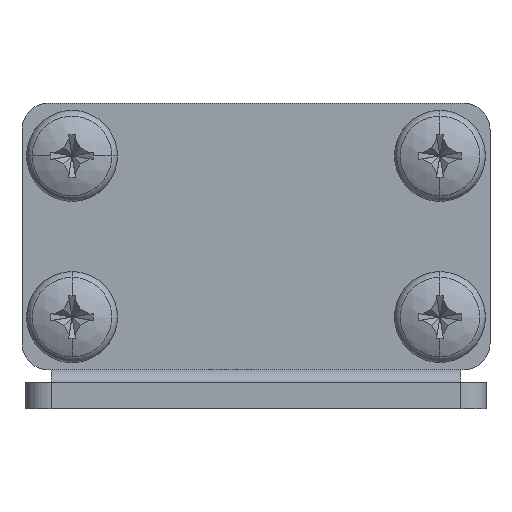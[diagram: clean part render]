
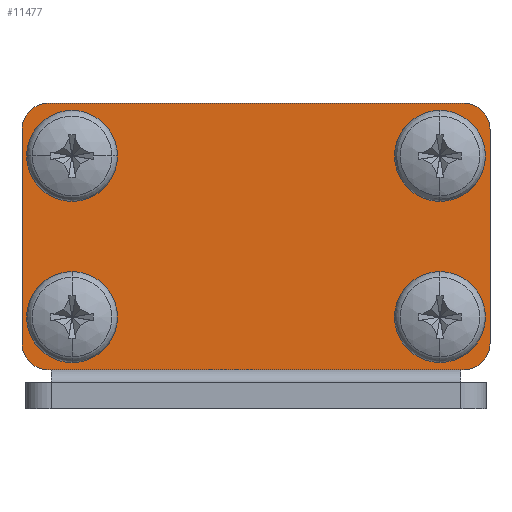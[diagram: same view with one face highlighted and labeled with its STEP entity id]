
A CAD part, front view. The second image highlights one B-rep face of the part: STEP entity #11477.
In plain terms, the highlighted planar face has unit normal (0, -1, 0).
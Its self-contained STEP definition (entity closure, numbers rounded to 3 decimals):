
#213 = ORIENTED_EDGE ( 'NONE', *, *, #14356, .F. ) ;
#581 = DIRECTION ( 'NONE',  ( 0., -1., 0. ) ) ;
#724 = DIRECTION ( 'NONE',  ( -1., 0., 0. ) ) ;
#839 = CARTESIAN_POINT ( 'NONE',  ( -16., -35., -8.25 ) ) ;
#911 = DIRECTION ( 'NONE',  ( 0., -1., 0. ) ) ;
#1093 = EDGE_LOOP ( 'NONE', ( #7577, #4878 ) ) ;
#1136 = VERTEX_POINT ( 'NONE', #17214 ) ;
#1332 = EDGE_CURVE ( 'NONE', #1136, #6893, #10521, .T. ) ;
#1378 = DIRECTION ( 'NONE',  ( 0., 1., 0. ) ) ;
#1463 = FACE_BOUND ( 'NONE', #7282, .T. ) ;
#1580 = DIRECTION ( 'NONE',  ( 1., 0., 0. ) ) ;
#1610 = DIRECTION ( 'NONE',  ( 0., 0., -1. ) ) ;
#1753 = VERTEX_POINT ( 'NONE', #5762 ) ;
#1792 = DIRECTION ( 'NONE',  ( -1., 0., 0. ) ) ;
#1819 = ORIENTED_EDGE ( 'NONE', *, *, #14859, .F. ) ;
#1962 = AXIS2_PLACEMENT_3D ( 'NONE', #5545, #5456, #11274 ) ;
#1990 = DIRECTION ( 'NONE',  ( -1., 0., 0. ) ) ;
#2190 = EDGE_CURVE ( 'NONE', #15416, #12066, #5354, .T. ) ;
#2294 = VECTOR ( 'NONE', #5100, 1000. ) ;
#2374 = VERTEX_POINT ( 'NONE', #16062 ) ;
#2601 = VERTEX_POINT ( 'NONE', #14137 ) ;
#2756 = DIRECTION ( 'NONE',  ( 0., 0., -1. ) ) ;
#2889 = CIRCLE ( 'NONE', #1962, 3.5 ) ;
#2891 = AXIS2_PLACEMENT_3D ( 'NONE', #7607, #17852, #1610 ) ;
#2934 = AXIS2_PLACEMENT_3D ( 'NONE', #17796, #13443, #16546 ) ;
#3172 = VERTEX_POINT ( 'NONE', #5923 ) ;
#3207 = CARTESIAN_POINT ( 'NONE',  ( 14.15, -35., 6.2 ) ) ;
#3231 = CARTESIAN_POINT ( 'NONE',  ( 14.15, -35., 2.7 ) ) ;
#3315 = VERTEX_POINT ( 'NONE', #15690 ) ;
#3367 = EDGE_CURVE ( 'NONE', #2601, #15416, #4473, .T. ) ;
#3389 = VERTEX_POINT ( 'NONE', #5801 ) ;
#3827 = CARTESIAN_POINT ( 'NONE',  ( -16., -35., 10.25 ) ) ;
#3905 = EDGE_CURVE ( 'NONE', #3315, #1136, #6155, .T. ) ;
#3980 = AXIS2_PLACEMENT_3D ( 'NONE', #3207, #5868, #11691 ) ;
#4132 = DIRECTION ( 'NONE',  ( 1., 0., 0. ) ) ;
#4194 = ORIENTED_EDGE ( 'NONE', *, *, #12070, .F. ) ;
#4286 = AXIS2_PLACEMENT_3D ( 'NONE', #839, #5572, #17169 ) ;
#4473 = LINE ( 'NONE', #15972, #16625 ) ;
#4644 = EDGE_CURVE ( 'NONE', #3389, #13166, #14807, .T. ) ;
#4646 = CARTESIAN_POINT ( 'NONE',  ( 14.15, -35., 6.2 ) ) ;
#4831 = VERTEX_POINT ( 'NONE', #11141 ) ;
#4878 = ORIENTED_EDGE ( 'NONE', *, *, #7145, .F. ) ;
#5026 = DIRECTION ( 'NONE',  ( 0., -1., 0. ) ) ;
#5086 = DIRECTION ( 'NONE',  ( 0., -1., 0. ) ) ;
#5100 = DIRECTION ( 'NONE',  ( -1., 0., 0. ) ) ;
#5198 = CIRCLE ( 'NONE', #4286, 2. ) ;
#5319 = DIRECTION ( 'NONE',  ( 0., 1., 0. ) ) ;
#5354 = CIRCLE ( 'NONE', #2934, 2. ) ;
#5456 = DIRECTION ( 'NONE',  ( 0., -1., 0. ) ) ;
#5545 = CARTESIAN_POINT ( 'NONE',  ( -14.15, -35., 6.2 ) ) ;
#5572 = DIRECTION ( 'NONE',  ( 0., 1., 0. ) ) ;
#5762 = CARTESIAN_POINT ( 'NONE',  ( -14.15, -35., -9.7 ) ) ;
#5801 = CARTESIAN_POINT ( 'NONE',  ( 14.15, -35., -9.697 ) ) ;
#5827 = CARTESIAN_POINT ( 'NONE',  ( 0., -35., 0. ) ) ;
#5868 = DIRECTION ( 'NONE',  ( 0., -1., 0. ) ) ;
#5923 = CARTESIAN_POINT ( 'NONE',  ( 14.15, -35., 9.7 ) ) ;
#5926 = AXIS2_PLACEMENT_3D ( 'NONE', #13981, #5319, #2756 ) ;
#6155 = LINE ( 'NONE', #16318, #9705 ) ;
#6442 = CARTESIAN_POINT ( 'NONE',  ( 18., -35., -10.25 ) ) ;
#6531 = CIRCLE ( 'NONE', #2891, 2. ) ;
#6644 = AXIS2_PLACEMENT_3D ( 'NONE', #9284, #5086, #724 ) ;
#6893 = VERTEX_POINT ( 'NONE', #3827 ) ;
#6988 = EDGE_LOOP ( 'NONE', ( #213, #12201, #16898, #13094, #4194, #10291, #10366, #9149 ) ) ;
#7064 = CIRCLE ( 'NONE', #14034, 3.5 ) ;
#7083 = PLANE ( 'NONE',  #12088 ) ;
#7139 = CIRCLE ( 'NONE', #11400, 3.5 ) ;
#7145 = EDGE_CURVE ( 'NONE', #13166, #3389, #8567, .T. ) ;
#7282 = EDGE_LOOP ( 'NONE', ( #15366, #11664 ) ) ;
#7329 = AXIS2_PLACEMENT_3D ( 'NONE', #4646, #5026, #1990 ) ;
#7577 = ORIENTED_EDGE ( 'NONE', *, *, #4644, .F. ) ;
#7607 = CARTESIAN_POINT ( 'NONE',  ( 16., -35., 8.25 ) ) ;
#8445 = VERTEX_POINT ( 'NONE', #3231 ) ;
#8567 = CIRCLE ( 'NONE', #14319, 3.5 ) ;
#8604 = FACE_OUTER_BOUND ( 'NONE', #6988, .T. ) ;
#8828 = VERTEX_POINT ( 'NONE', #18138 ) ;
#9149 = ORIENTED_EDGE ( 'NONE', *, *, #15508, .F. ) ;
#9284 = CARTESIAN_POINT ( 'NONE',  ( -14.15, -35., 6.2 ) ) ;
#9405 = CARTESIAN_POINT ( 'NONE',  ( 14.15, -35., -6.197 ) ) ;
#9499 = DIRECTION ( 'NONE',  ( 0., -1., 0. ) ) ;
#9705 = VECTOR ( 'NONE', #11982, 1000. ) ;
#10257 = CARTESIAN_POINT ( 'NONE',  ( 16., -35., -10.25 ) ) ;
#10291 = ORIENTED_EDGE ( 'NONE', *, *, #1332, .F. ) ;
#10366 = ORIENTED_EDGE ( 'NONE', *, *, #3905, .F. ) ;
#10380 = DIRECTION ( 'NONE',  ( 0., -1., 0. ) ) ;
#10521 = CIRCLE ( 'NONE', #5926, 2. ) ;
#10750 = CARTESIAN_POINT ( 'NONE',  ( 18., -35., -8.25 ) ) ;
#11141 = CARTESIAN_POINT ( 'NONE',  ( -17.65, -35., 6.2 ) ) ;
#11274 = DIRECTION ( 'NONE',  ( -1., 0., 0. ) ) ;
#11400 = AXIS2_PLACEMENT_3D ( 'NONE', #17470, #10380, #1792 ) ;
#11477 = ADVANCED_FACE ( 'NONE', ( #14296, #11547, #1463, #14381, #8604 ), #7083, .F. ) ;
#11518 = VECTOR ( 'NONE', #1580, 1000. ) ;
#11547 = FACE_BOUND ( 'NONE', #1093, .T. ) ;
#11664 = ORIENTED_EDGE ( 'NONE', *, *, #15296, .F. ) ;
#11691 = DIRECTION ( 'NONE',  ( -1., 0., 0. ) ) ;
#11982 = DIRECTION ( 'NONE',  ( 0., 0., 1. ) ) ;
#12066 = VERTEX_POINT ( 'NONE', #10257 ) ;
#12070 = EDGE_CURVE ( 'NONE', #6893, #14060, #16021, .T. ) ;
#12088 = AXIS2_PLACEMENT_3D ( 'NONE', #5827, #1378, #4132 ) ;
#12201 = ORIENTED_EDGE ( 'NONE', *, *, #2190, .F. ) ;
#12856 = ORIENTED_EDGE ( 'NONE', *, *, #15844, .F. ) ;
#12857 = CARTESIAN_POINT ( 'NONE',  ( -14.15, -35., -2.7 ) ) ;
#13088 = EDGE_CURVE ( 'NONE', #2374, #4831, #16953, .T. ) ;
#13094 = ORIENTED_EDGE ( 'NONE', *, *, #13991, .F. ) ;
#13166 = VERTEX_POINT ( 'NONE', #16958 ) ;
#13443 = DIRECTION ( 'NONE',  ( 0., 1., 0. ) ) ;
#13469 = EDGE_LOOP ( 'NONE', ( #15897, #12856 ) ) ;
#13788 = CARTESIAN_POINT ( 'NONE',  ( 14.15, -35., -6.197 ) ) ;
#13981 = CARTESIAN_POINT ( 'NONE',  ( -16., -35., 8.25 ) ) ;
#13991 = EDGE_CURVE ( 'NONE', #14060, #2601, #6531, .T. ) ;
#14017 = EDGE_CURVE ( 'NONE', #1753, #18458, #7139, .T. ) ;
#14034 = AXIS2_PLACEMENT_3D ( 'NONE', #14297, #911, #18592 ) ;
#14060 = VERTEX_POINT ( 'NONE', #17864 ) ;
#14137 = CARTESIAN_POINT ( 'NONE',  ( 18., -35., 8.25 ) ) ;
#14296 = FACE_BOUND ( 'NONE', #13469, .T. ) ;
#14297 = CARTESIAN_POINT ( 'NONE',  ( -14.15, -35., -6.2 ) ) ;
#14319 = AXIS2_PLACEMENT_3D ( 'NONE', #9405, #9499, #18145 ) ;
#14356 = EDGE_CURVE ( 'NONE', #12066, #8828, #16591, .T. ) ;
#14381 = FACE_BOUND ( 'NONE', #14742, .T. ) ;
#14585 = CARTESIAN_POINT ( 'NONE',  ( -18., -35., 10.25 ) ) ;
#14742 = EDGE_LOOP ( 'NONE', ( #1819, #16262 ) ) ;
#14807 = CIRCLE ( 'NONE', #17247, 3.5 ) ;
#14859 = EDGE_CURVE ( 'NONE', #4831, #2374, #2889, .T. ) ;
#15004 = DIRECTION ( 'NONE',  ( -1., 0., 0. ) ) ;
#15296 = EDGE_CURVE ( 'NONE', #3172, #8445, #17642, .T. ) ;
#15366 = ORIENTED_EDGE ( 'NONE', *, *, #17781, .F. ) ;
#15416 = VERTEX_POINT ( 'NONE', #10750 ) ;
#15508 = EDGE_CURVE ( 'NONE', #8828, #3315, #5198, .T. ) ;
#15690 = CARTESIAN_POINT ( 'NONE',  ( -18., -35., -8.25 ) ) ;
#15844 = EDGE_CURVE ( 'NONE', #18458, #1753, #7064, .T. ) ;
#15897 = ORIENTED_EDGE ( 'NONE', *, *, #14017, .F. ) ;
#15972 = CARTESIAN_POINT ( 'NONE',  ( 18., -35., 10.25 ) ) ;
#16021 = LINE ( 'NONE', #14585, #11518 ) ;
#16062 = CARTESIAN_POINT ( 'NONE',  ( -10.65, -35., 6.2 ) ) ;
#16262 = ORIENTED_EDGE ( 'NONE', *, *, #13088, .F. ) ;
#16318 = CARTESIAN_POINT ( 'NONE',  ( -18., -35., -10.25 ) ) ;
#16546 = DIRECTION ( 'NONE',  ( 0., 0., -1. ) ) ;
#16591 = LINE ( 'NONE', #6442, #2294 ) ;
#16625 = VECTOR ( 'NONE', #17207, 1000. ) ;
#16898 = ORIENTED_EDGE ( 'NONE', *, *, #3367, .F. ) ;
#16953 = CIRCLE ( 'NONE', #6644, 3.5 ) ;
#16958 = CARTESIAN_POINT ( 'NONE',  ( 14.15, -35., -2.697 ) ) ;
#17033 = CIRCLE ( 'NONE', #7329, 3.5 ) ;
#17169 = DIRECTION ( 'NONE',  ( 0., 0., -1. ) ) ;
#17207 = DIRECTION ( 'NONE',  ( 0., 0., -1. ) ) ;
#17214 = CARTESIAN_POINT ( 'NONE',  ( -18., -35., 8.25 ) ) ;
#17247 = AXIS2_PLACEMENT_3D ( 'NONE', #13788, #581, #15004 ) ;
#17470 = CARTESIAN_POINT ( 'NONE',  ( -14.15, -35., -6.2 ) ) ;
#17642 = CIRCLE ( 'NONE', #3980, 3.5 ) ;
#17781 = EDGE_CURVE ( 'NONE', #8445, #3172, #17033, .T. ) ;
#17796 = CARTESIAN_POINT ( 'NONE',  ( 16., -35., -8.25 ) ) ;
#17852 = DIRECTION ( 'NONE',  ( 0., 1., 0. ) ) ;
#17864 = CARTESIAN_POINT ( 'NONE',  ( 16., -35., 10.25 ) ) ;
#18138 = CARTESIAN_POINT ( 'NONE',  ( -16., -35., -10.25 ) ) ;
#18145 = DIRECTION ( 'NONE',  ( -1., 0., 0. ) ) ;
#18458 = VERTEX_POINT ( 'NONE', #12857 ) ;
#18592 = DIRECTION ( 'NONE',  ( -1., 0., 0. ) ) ;
